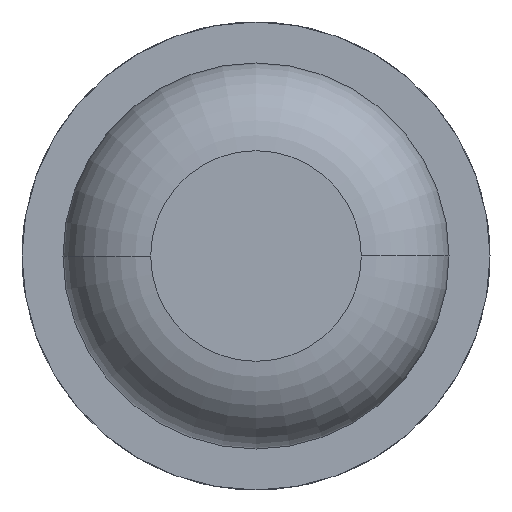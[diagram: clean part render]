
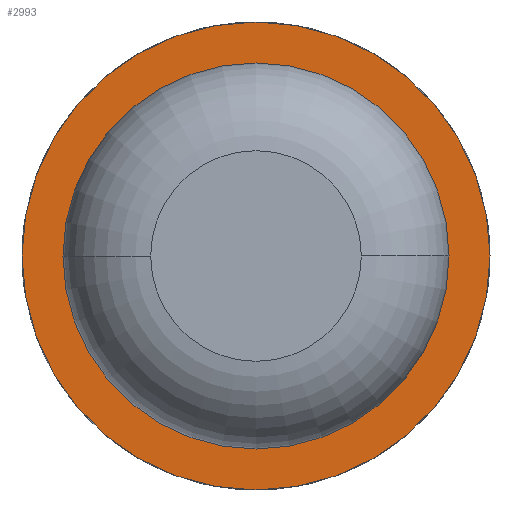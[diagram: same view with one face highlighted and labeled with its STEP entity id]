
A CAD part, front view. The second image highlights one B-rep face of the part: STEP entity #2993.
In plain terms, the highlighted planar face has unit normal (0, -1, 0).
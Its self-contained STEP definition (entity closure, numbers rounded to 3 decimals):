
#408 = VERTEX_POINT ( 'NONE', #2788 ) ;
#449 = VERTEX_POINT ( 'NONE', #2454 ) ;
#541 = DIRECTION ( 'NONE',  ( 0., 1., 0. ) ) ;
#543 = FACE_OUTER_BOUND ( 'NONE', #2613, .T. ) ;
#545 = DIRECTION ( 'NONE',  ( -1., 0., 0. ) ) ;
#583 = DIRECTION ( 'NONE',  ( -1., 0., 0. ) ) ;
#701 = ORIENTED_EDGE ( 'NONE', *, *, #1613, .T. ) ;
#898 = CIRCLE ( 'NONE', #2042, 1. ) ;
#937 = CARTESIAN_POINT ( 'NONE',  ( 0., -5., 0. ) ) ;
#1089 = AXIS2_PLACEMENT_3D ( 'NONE', #4616, #3556, #545 ) ;
#1091 = EDGE_LOOP ( 'NONE', ( #701, #3002 ) ) ;
#1180 = ORIENTED_EDGE ( 'NONE', *, *, #2774, .F. ) ;
#1197 = VERTEX_POINT ( 'NONE', #3444 ) ;
#1613 = EDGE_CURVE ( 'Defeature ausgef�hrt1_5+Defeature ausgef�hrt1_0+Defeature ausgef�hrt1_0+Defeature ausgef�hrt1_0', #4573, #1197, #2597, .T. ) ;
#1662 = DIRECTION ( 'NONE',  ( -1., 0., 0. ) ) ;
#1944 = CIRCLE ( 'NONE', #2659, 1. ) ;
#2042 = AXIS2_PLACEMENT_3D ( 'NONE', #4680, #2812, #583 ) ;
#2190 = ORIENTED_EDGE ( 'NONE', *, *, #2397, .F. ) ;
#2389 = CARTESIAN_POINT ( 'NONE',  ( 0., -5., 0. ) ) ;
#2397 = EDGE_CURVE ( 'Defeature ausgef�hrt1_6+Defeature ausgef�hrt1_5+Defeature ausgef�hrt1_5+Defeature ausgef�hrt1_5', #449, #408, #898, .T. ) ;
#2454 = CARTESIAN_POINT ( 'NONE',  ( -1., -5., 0. ) ) ;
#2592 = CIRCLE ( 'NONE', #1089, 0.825 ) ;
#2597 = CIRCLE ( 'NONE', #3754, 0.825 ) ;
#2613 = EDGE_LOOP ( 'NONE', ( #2190, #1180 ) ) ;
#2637 = CARTESIAN_POINT ( 'NONE',  ( -0.825, -5., 0. ) ) ;
#2659 = AXIS2_PLACEMENT_3D ( 'NONE', #2389, #541, #1662 ) ;
#2774 = EDGE_CURVE ( 'Defeature ausgef�hrt1_6+Defeature ausgef�hrt1_5+Defeature ausgef�hrt1_5+Defeature ausgef�hrt1_5', #408, #449, #1944, .T. ) ;
#2788 = CARTESIAN_POINT ( 'NONE',  ( 1., -5., 0. ) ) ;
#2812 = DIRECTION ( 'NONE',  ( 0., 1., 0. ) ) ;
#2907 = AXIS2_PLACEMENT_3D ( 'NONE', #4460, #4127, #3707 ) ;
#2993 = ADVANCED_FACE ( 'Defeature ausgef�hrt1_5', ( #543, #3724 ), #3407, .F. ) ;
#3002 = ORIENTED_EDGE ( 'NONE', *, *, #3738, .T. ) ;
#3407 = PLANE ( 'NONE',  #2907 ) ;
#3444 = CARTESIAN_POINT ( 'NONE',  ( 0.825, -5., 0. ) ) ;
#3556 = DIRECTION ( 'NONE',  ( 0., 1., 0. ) ) ;
#3707 = DIRECTION ( 'NONE',  ( -1., 0., 0. ) ) ;
#3724 = FACE_BOUND ( 'NONE', #1091, .T. ) ;
#3738 = EDGE_CURVE ( 'Defeature ausgef�hrt1_5+Defeature ausgef�hrt1_0+Defeature ausgef�hrt1_0+Defeature ausgef�hrt1_0', #1197, #4573, #2592, .T. ) ;
#3754 = AXIS2_PLACEMENT_3D ( 'NONE', #937, #4693, #4280 ) ;
#4127 = DIRECTION ( 'NONE',  ( 0., 1., 0. ) ) ;
#4280 = DIRECTION ( 'NONE',  ( -1., 0., 0. ) ) ;
#4460 = CARTESIAN_POINT ( 'NONE',  ( 0.825, -5., 0. ) ) ;
#4573 = VERTEX_POINT ( 'NONE', #2637 ) ;
#4616 = CARTESIAN_POINT ( 'NONE',  ( 0., -5., 0. ) ) ;
#4680 = CARTESIAN_POINT ( 'NONE',  ( 0., -5., 0. ) ) ;
#4693 = DIRECTION ( 'NONE',  ( 0., 1., 0. ) ) ;
